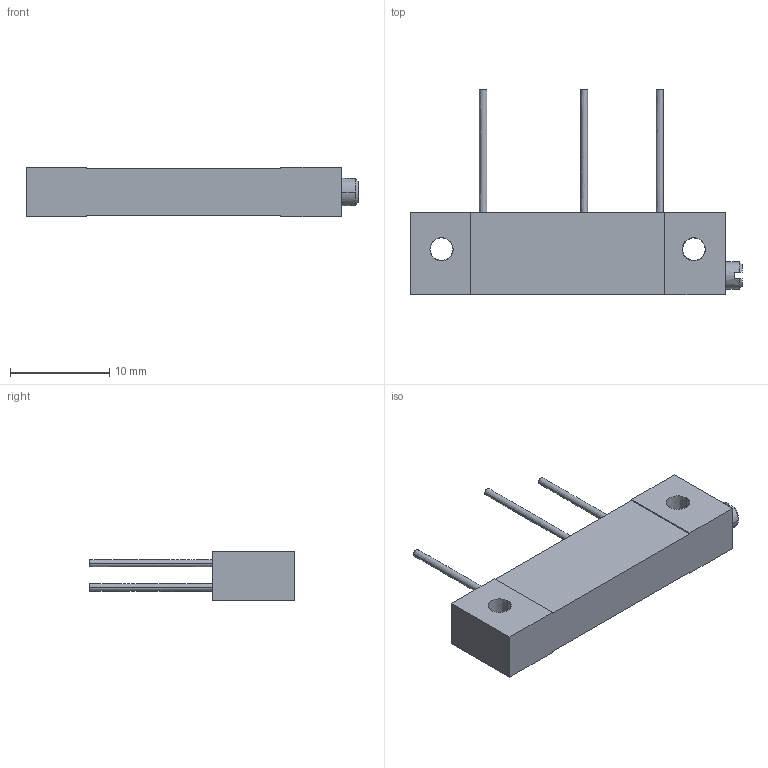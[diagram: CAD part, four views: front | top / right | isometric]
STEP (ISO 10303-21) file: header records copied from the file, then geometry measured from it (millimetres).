
FILE_DESCRIPTION((''),'2;1');
FILE_NAME('3057Y_ASM','2012-02-13T',('minhn'),('Bourns, Inc.'),'PRO/ENGINEER BY PARAMETRIC TECHNOLOGY CORPORATION, 2001200','PRO/ENGINEER BY PARAMETRIC TECHNOLOGY CORPORATION, 2001200','');
FILE_SCHEMA(('AUTOMOTIVE_DESIGN_CC2 { 1 2 10303 214 -1 1 5 2 }'));
Length unit declared in the file: inch
Products named in the file (2): M3057_COVER1_AF1; 3057Y_ASM
Assembly tree (1 placements, depth 2):
  3057Y_ASM
    M3057_COVER1_AF1
Bounding box: 33.43 x 20.73 x 4.95 mm (x, y, z)
Volume: 993.8 mm3; surface area: 1537.1 mm2
Topology: 1 solids, 3 shells, 650 faces, 1825 edges, 1211 vertices
Faces by surface type: bspline 650
Entity records: 29885 total; most frequent: CARTESIAN_POINT 9649, ORIENTED_EDGE 3650, PRESENTATION_STYLE_ASSIGNMENT 1843, STYLED_ITEM 1826, CURVE_STYLE 1825, EDGE_CURVE 1825, DIRECTION 1741, VECTOR 1533
